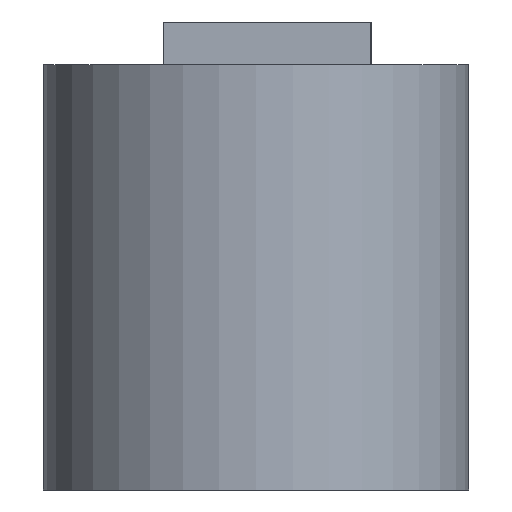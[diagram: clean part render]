
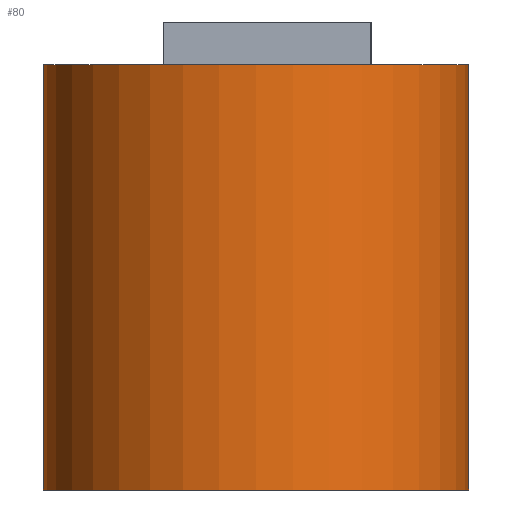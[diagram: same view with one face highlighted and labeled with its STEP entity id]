
A CAD part, front view. The second image highlights one B-rep face of the part: STEP entity #80.
In plain terms, the highlighted cylindrical face has radius 5 mm (diameter 10 mm), a partial arc.
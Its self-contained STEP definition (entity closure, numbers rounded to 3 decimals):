
#80=ADVANCED_FACE('',(#324),#326,.T.);
#324=FACE_BOUND('',#325,.T.);
#325=EDGE_LOOP('',(#768,#769,#770,#771));
#326=CYLINDRICAL_SURFACE('',#327,5.);
#327=AXIS2_PLACEMENT_3D('',#328,#329,#330);
#328=CARTESIAN_POINT('',(0.,-12.321,-20.));
#329=DIRECTION('',(0.,0.,-1.));
#330=DIRECTION('',(0.,-1.,0.));
#768=ORIENTED_EDGE('',*,*,#1032,.F.);
#769=ORIENTED_EDGE('',*,*,#1033,.T.);
#770=ORIENTED_EDGE('',*,*,#1034,.T.);
#771=ORIENTED_EDGE('',*,*,#932,.T.);
#932=EDGE_CURVE('',#1095,#1096,#1097,.F.);
#1032=EDGE_CURVE('',#1264,#1096,#1265,.T.);
#1033=EDGE_CURVE('',#1264,#1266,#1267,.F.);
#1034=EDGE_CURVE('',#1266,#1095,#1268,.T.);
#1095=VERTEX_POINT('',#1366);
#1096=VERTEX_POINT('',#1367);
#1097=CIRCLE('',#1368,5.);
#1264=VERTEX_POINT('',#1740);
#1265=LINE('',#1741,#1742);
#1266=VERTEX_POINT('',#1744);
#1267=CIRCLE('',#1745,5.);
#1268=LINE('',#1749,#1750);
#1366=CARTESIAN_POINT('',(5.,-12.321,10.));
#1367=CARTESIAN_POINT('',(-5.,-12.321,10.));
#1368=AXIS2_PLACEMENT_3D('',#1369,#1370,#1371);
#1369=CARTESIAN_POINT('',(0.,-12.321,10.));
#1370=DIRECTION('',(0.,0.,1.));
#1371=DIRECTION('',(-1.,0.,0.));
#1740=CARTESIAN_POINT('',(-5.,-12.321,0.));
#1741=CARTESIAN_POINT('',(-5.,-12.321,0.));
#1742=VECTOR('',#1743,1.);
#1743=DIRECTION('',(0.,0.,1.));
#1744=CARTESIAN_POINT('',(5.,-12.321,0.));
#1745=AXIS2_PLACEMENT_3D('',#1746,#1747,#1748);
#1746=CARTESIAN_POINT('',(0.,-12.321,0.));
#1747=DIRECTION('',(0.,0.,-1.));
#1748=DIRECTION('',(1.,0.,0.));
#1749=CARTESIAN_POINT('',(5.,-12.321,0.));
#1750=VECTOR('',#1751,1.);
#1751=DIRECTION('',(0.,0.,1.));
